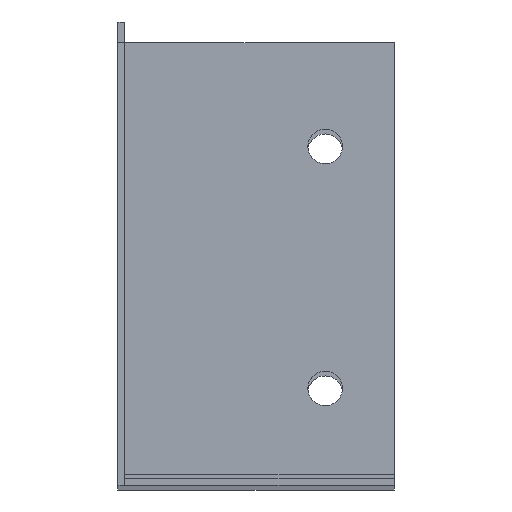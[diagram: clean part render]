
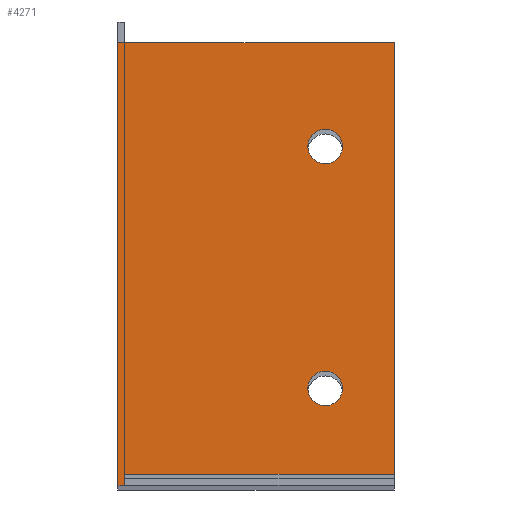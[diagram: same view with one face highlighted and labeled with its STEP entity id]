
A CAD part, top view. The second image highlights one B-rep face of the part: STEP entity #4271.
In plain terms, the highlighted planar face has unit normal (0, 0, 1).
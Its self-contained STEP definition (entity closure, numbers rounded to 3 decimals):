
#18 = EDGE_CURVE ( 'NONE', #1133, #668, #5447, .T. ) ;
#146 = CARTESIAN_POINT ( 'NONE',  ( 29., 13., 201.25 ) ) ;
#156 = EDGE_CURVE ( 'NONE', #1133, #5863, #7113, .T. ) ;
#313 = ORIENTED_EDGE ( 'NONE', *, *, #6600, .F. ) ;
#351 = PLANE ( 'NONE',  #6155 ) ;
#406 = ORIENTED_EDGE ( 'NONE', *, *, #18, .T. ) ;
#441 = CARTESIAN_POINT ( 'NONE',  ( 0.6, 63., 201.25 ) ) ;
#475 = VERTEX_POINT ( 'NONE', #2094 ) ;
#517 = CARTESIAN_POINT ( 'NONE',  ( -1., 63., 201.25 ) ) ;
#608 = VECTOR ( 'NONE', #5702, 1000. ) ;
#632 = CIRCLE ( 'NONE', #1271, 2.5 ) ;
#668 = VERTEX_POINT ( 'NONE', #6187 ) ;
#773 = DIRECTION ( 'NONE',  ( -1., 0., 0. ) ) ;
#860 = LINE ( 'NONE', #5579, #5903 ) ;
#877 = CARTESIAN_POINT ( 'NONE',  ( 26.5, 48., 201.25 ) ) ;
#984 = EDGE_LOOP ( 'NONE', ( #3593, #313, #2576, #1716, #6846, #6990, #406 ) ) ;
#1018 = DIRECTION ( 'NONE',  ( 0., -1., 0. ) ) ;
#1055 = CARTESIAN_POINT ( 'NONE',  ( -1., 0., 201.25 ) ) ;
#1133 = VERTEX_POINT ( 'NONE', #5194 ) ;
#1229 = VECTOR ( 'NONE', #1018, 1000. ) ;
#1271 = AXIS2_PLACEMENT_3D ( 'NONE', #4088, #2368, #773 ) ;
#1350 = CARTESIAN_POINT ( 'NONE',  ( 0., 0.6, 201.25 ) ) ;
#1483 = LINE ( 'NONE', #4026, #608 ) ;
#1620 = ORIENTED_EDGE ( 'NONE', *, *, #3377, .T. ) ;
#1683 = EDGE_CURVE ( 'NONE', #3057, #475, #5918, .T. ) ;
#1716 = ORIENTED_EDGE ( 'NONE', *, *, #6556, .F. ) ;
#1741 = DIRECTION ( 'NONE',  ( 0., 0., -1. ) ) ;
#1864 = CARTESIAN_POINT ( 'NONE',  ( 26.5, 13., 201.25 ) ) ;
#2094 = CARTESIAN_POINT ( 'NONE',  ( 31.5, 48., 201.25 ) ) ;
#2108 = CARTESIAN_POINT ( 'NONE',  ( 0., 0.6, 201.25 ) ) ;
#2124 = DIRECTION ( 'NONE',  ( -1., 0., 0. ) ) ;
#2145 = EDGE_CURVE ( 'NONE', #7310, #668, #2745, .T. ) ;
#2184 = DIRECTION ( 'NONE',  ( 0., 1., 0. ) ) ;
#2192 = CIRCLE ( 'NONE', #5932, 2.5 ) ;
#2216 = DIRECTION ( 'NONE',  ( 1., 0., 0. ) ) ;
#2368 = DIRECTION ( 'NONE',  ( 0., 0., -1. ) ) ;
#2486 = DIRECTION ( 'NONE',  ( -1., 0., 0. ) ) ;
#2566 = CARTESIAN_POINT ( 'NONE',  ( 31.5, 13., 201.25 ) ) ;
#2576 = ORIENTED_EDGE ( 'NONE', *, *, #4901, .F. ) ;
#2583 = EDGE_LOOP ( 'NONE', ( #3646, #1620 ) ) ;
#2745 = LINE ( 'NONE', #6678, #1229 ) ;
#2765 = CARTESIAN_POINT ( 'NONE',  ( 0., -1., 201.25 ) ) ;
#2780 = CARTESIAN_POINT ( 'NONE',  ( 39., 0.6, 201.25 ) ) ;
#3057 = VERTEX_POINT ( 'NONE', #877 ) ;
#3133 = EDGE_CURVE ( 'NONE', #475, #3057, #5517, .T. ) ;
#3371 = FACE_BOUND ( 'NONE', #2583, .T. ) ;
#3377 = EDGE_CURVE ( 'NONE', #3921, #6207, #632, .T. ) ;
#3574 = DIRECTION ( 'NONE',  ( 0., 0., -1. ) ) ;
#3593 = ORIENTED_EDGE ( 'NONE', *, *, #2145, .F. ) ;
#3605 = LINE ( 'NONE', #3691, #4143 ) ;
#3646 = ORIENTED_EDGE ( 'NONE', *, *, #6015, .T. ) ;
#3691 = CARTESIAN_POINT ( 'NONE',  ( 39., 63., 201.25 ) ) ;
#3886 = DIRECTION ( 'NONE',  ( -1., 0., 0. ) ) ;
#3921 = VERTEX_POINT ( 'NONE', #1864 ) ;
#4026 = CARTESIAN_POINT ( 'NONE',  ( 39., 0.6, 201.25 ) ) ;
#4088 = CARTESIAN_POINT ( 'NONE',  ( 29., 13., 201.25 ) ) ;
#4143 = VECTOR ( 'NONE', #7117, 1000. ) ;
#4271 = ADVANCED_FACE ( 'NONE', ( #6888, #3371, #5406 ), #351, .F. ) ;
#4273 = VERTEX_POINT ( 'NONE', #5477 ) ;
#4286 = AXIS2_PLACEMENT_3D ( 'NONE', #5116, #1741, #4573 ) ;
#4325 = DIRECTION ( 'NONE',  ( 0., 0., -1. ) ) ;
#4573 = DIRECTION ( 'NONE',  ( -1., 0., 0. ) ) ;
#4876 = DIRECTION ( 'NONE',  ( 1., 0., 0. ) ) ;
#4901 = EDGE_CURVE ( 'NONE', #4273, #5888, #1483, .T. ) ;
#4928 = VECTOR ( 'NONE', #2486, 1000. ) ;
#5116 = CARTESIAN_POINT ( 'NONE',  ( 29., 48., 201.25 ) ) ;
#5188 = EDGE_LOOP ( 'NONE', ( #6295, #7016 ) ) ;
#5194 = CARTESIAN_POINT ( 'NONE',  ( -1., -1., 201.25 ) ) ;
#5262 = VECTOR ( 'NONE', #2216, 1000. ) ;
#5406 = FACE_BOUND ( 'NONE', #5188, .T. ) ;
#5447 = LINE ( 'NONE', #2765, #5262 ) ;
#5452 = CARTESIAN_POINT ( 'NONE',  ( 0., 0., 201.25 ) ) ;
#5477 = CARTESIAN_POINT ( 'NONE',  ( 39., 63., 201.25 ) ) ;
#5517 = CIRCLE ( 'NONE', #5644, 2.5 ) ;
#5579 = CARTESIAN_POINT ( 'NONE',  ( 0.6, 63., 201.25 ) ) ;
#5644 = AXIS2_PLACEMENT_3D ( 'NONE', #6153, #6106, #2124 ) ;
#5702 = DIRECTION ( 'NONE',  ( 0., -1., 0. ) ) ;
#5804 = VERTEX_POINT ( 'NONE', #441 ) ;
#5863 = VERTEX_POINT ( 'NONE', #517 ) ;
#5888 = VERTEX_POINT ( 'NONE', #2780 ) ;
#5903 = VECTOR ( 'NONE', #3886, 1000. ) ;
#5918 = CIRCLE ( 'NONE', #4286, 2.5 ) ;
#5932 = AXIS2_PLACEMENT_3D ( 'NONE', #146, #3574, #6307 ) ;
#6015 = EDGE_CURVE ( 'NONE', #6207, #3921, #2192, .T. ) ;
#6106 = DIRECTION ( 'NONE',  ( 0., 0., -1. ) ) ;
#6153 = CARTESIAN_POINT ( 'NONE',  ( 29., 48., 201.25 ) ) ;
#6155 = AXIS2_PLACEMENT_3D ( 'NONE', #5452, #4325, #4876 ) ;
#6187 = CARTESIAN_POINT ( 'NONE',  ( 0., -1., 201.25 ) ) ;
#6207 = VERTEX_POINT ( 'NONE', #2566 ) ;
#6295 = ORIENTED_EDGE ( 'NONE', *, *, #3133, .T. ) ;
#6307 = DIRECTION ( 'NONE',  ( -1., 0., 0. ) ) ;
#6332 = LINE ( 'NONE', #1350, #4928 ) ;
#6391 = EDGE_CURVE ( 'NONE', #5804, #5863, #860, .T. ) ;
#6556 = EDGE_CURVE ( 'NONE', #5804, #4273, #3605, .T. ) ;
#6600 = EDGE_CURVE ( 'NONE', #5888, #7310, #6332, .T. ) ;
#6678 = CARTESIAN_POINT ( 'NONE',  ( 0., 0., 201.25 ) ) ;
#6846 = ORIENTED_EDGE ( 'NONE', *, *, #6391, .T. ) ;
#6888 = FACE_OUTER_BOUND ( 'NONE', #984, .T. ) ;
#6990 = ORIENTED_EDGE ( 'NONE', *, *, #156, .F. ) ;
#7016 = ORIENTED_EDGE ( 'NONE', *, *, #1683, .T. ) ;
#7113 = LINE ( 'NONE', #1055, #7218 ) ;
#7117 = DIRECTION ( 'NONE',  ( 1., 0., 0. ) ) ;
#7218 = VECTOR ( 'NONE', #2184, 1000. ) ;
#7310 = VERTEX_POINT ( 'NONE', #2108 ) ;
